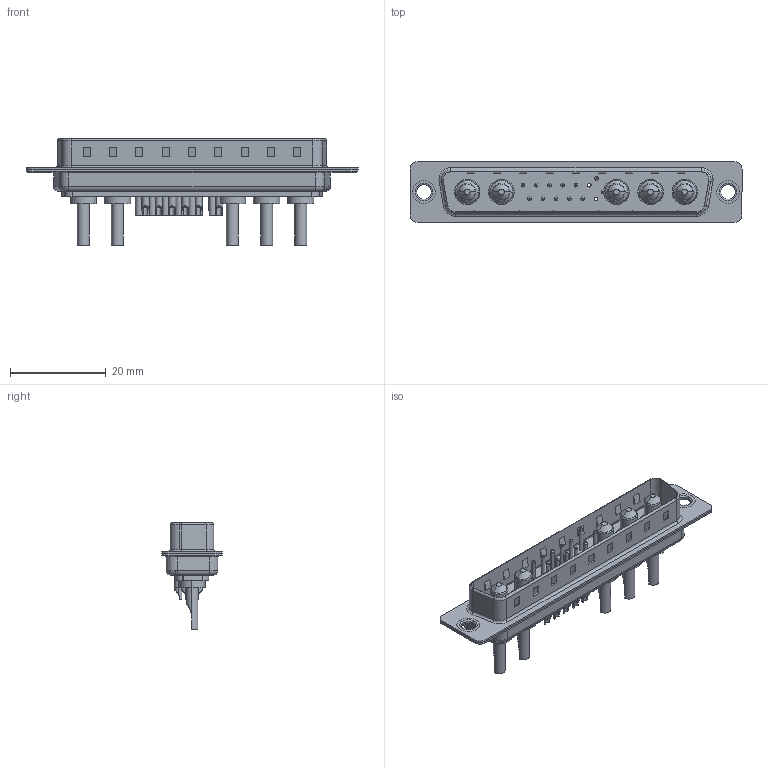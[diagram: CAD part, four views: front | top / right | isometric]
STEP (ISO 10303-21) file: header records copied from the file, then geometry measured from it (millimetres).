
FILE_DESCRIPTION (( 'STEP AP203' ), '1' );
FILE_NAME ('627-17W5622-1T1.STEP', '2019-05-29T04:33:51', ( '' ), ( '' ), 'SwSTEP 2.0', 'SolidWorks 2016', '' );
FILE_SCHEMA (( 'CONFIG_CONTROL_DESIGN' ));
Length unit declared in the file: millimetre
Products named in the file (8): 627Combo Contact Row 1_22; 627Combo Contact Row 2_22; 627-17W5622-1T1; 627Combo Housing_17W5; 627Combo Shell Rear_37 Contacts; 627Combo Shell Front_37 Contacts; 627Combo Thru Hole Rivet; Power Pin_10A SC
Assembly tree (22 placements, depth 2):
  627-17W5622-1T1
    627Combo Housing_17W5
    627Combo Shell Rear_37 Contacts
    627Combo Shell Front_37 Contacts
    627Combo Thru Hole Rivet  x2
    Power Pin_10A SC  x5
    627Combo Contact Row 1_22  x6
    627Combo Contact Row 2_22  x6
Bounding box: 69.3 x 12.6 x 22.3 mm (x, y, z)
Volume: 4037.8 mm3; surface area: 9291.8 mm2
Topology: 27 solids, 27 shells, 1055 faces, 2478 edges, 1517 vertices
Faces by surface type: cylinder 427, plane 371, torus 188, cone 59, bspline 10
Entity records: 18800 total; most frequent: DIRECTION 3192, CARTESIAN_POINT 3174, ORIENTED_EDGE 2844, EDGE_CURVE 1422, AXIS2_PLACEMENT_3D 1203, VERTEX_POINT 899, LINE 786, VECTOR 786
